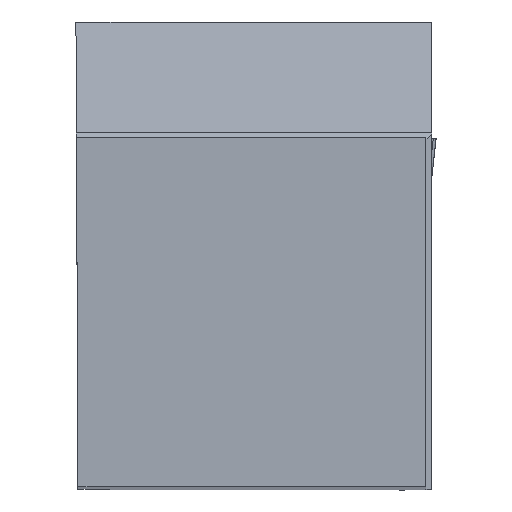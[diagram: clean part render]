
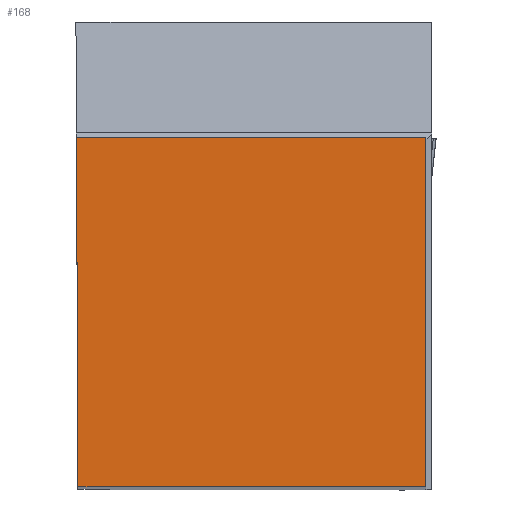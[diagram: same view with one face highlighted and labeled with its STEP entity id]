
A CAD part, top view. The second image highlights one B-rep face of the part: STEP entity #168.
In plain terms, the highlighted planar face has unit normal (0, 0, 1).
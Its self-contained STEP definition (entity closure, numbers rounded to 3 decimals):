
#168=ADVANCED_FACE('BLANK_BOXF006',(#265),#212,.F.);
#212=PLANE('',#1232);
#265=FACE_OUTER_BOUND('',#318,.T.);
#318=EDGE_LOOP('',(#556,#557,#558,#559));
#556=ORIENTED_EDGE('',*,*,#852,.T.);
#557=ORIENTED_EDGE('',*,*,#853,.T.);
#558=ORIENTED_EDGE('',*,*,#854,.T.);
#559=ORIENTED_EDGE('',*,*,#842,.T.);
#711=VERTEX_POINT('',#1929);
#712=VERTEX_POINT('',#1931);
#718=VERTEX_POINT('',#1950);
#719=VERTEX_POINT('',#1952);
#842=EDGE_CURVE('',#712,#711,#964,.T.);
#852=EDGE_CURVE('',#711,#718,#974,.T.);
#853=EDGE_CURVE('',#718,#719,#975,.T.);
#854=EDGE_CURVE('',#719,#712,#976,.T.);
#964=LINE('',#1930,#1090);
#974=LINE('',#1949,#1100);
#975=LINE('',#1951,#1101);
#976=LINE('',#1953,#1102);
#1090=VECTOR('',#1454,1.);
#1100=VECTOR('',#1470,1.);
#1101=VECTOR('',#1471,1.);
#1102=VECTOR('',#1472,1.);
#1232=AXIS2_PLACEMENT_3D('',#1954,#1473,#1474);
#1454=DIRECTION('',(1.,0.,0.));
#1470=DIRECTION('',(0.,1.,0.));
#1471=DIRECTION('',(-1.,0.,0.));
#1472=DIRECTION('',(0.004,-1.,0.));
#1473=DIRECTION('',(0.,0.,-1.));
#1474=DIRECTION('',(0.,-1.,0.));
#1929=CARTESIAN_POINT('',(25.273,0.,0.));
#1930=CARTESIAN_POINT('',(-151.6,0.,0.));
#1931=CARTESIAN_POINT('',(0.11,0.,0.));
#1949=CARTESIAN_POINT('',(25.273,-151.6,0.));
#1950=CARTESIAN_POINT('',(25.273,25.273,0.));
#1951=CARTESIAN_POINT('',(151.6,25.273,0.));
#1952=CARTESIAN_POINT('',(0.,25.273,0.));
#1953=CARTESIAN_POINT('',(-0.551,151.599,0.));
#1954=CARTESIAN_POINT('',(25.685,-5.,0.));
